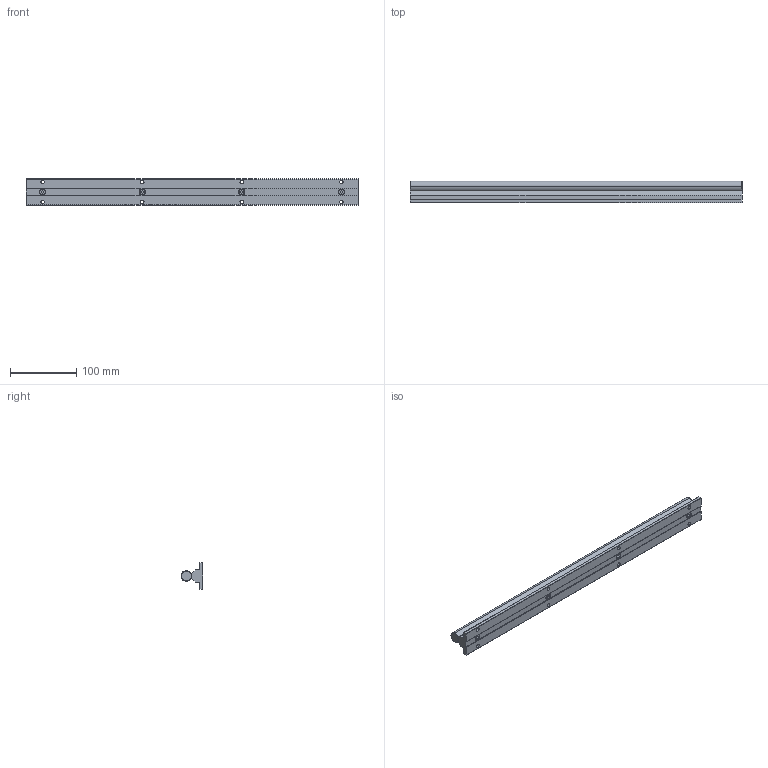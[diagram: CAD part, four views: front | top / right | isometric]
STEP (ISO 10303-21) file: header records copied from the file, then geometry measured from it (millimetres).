
FILE_DESCRIPTION (( 'STEP AP214' ), '1' );
FILE_NAME ('SBR16 500L N=25.STEP', '2018-01-02T14:48:40', ( '砐錪賧瘔蠈錪 Windows' ), ( '' ), 'SwSTEP 2.0', 'SolidWorks 2016', '' );
FILE_SCHEMA (( 'AUTOMOTIVE_DESIGN' ));
Length unit declared in the file: millimetre
Products named in the file (1): SBR16 500L N=25
Bounding box: 500 x 33 x 40 mm (x, y, z)
Volume: 295555.8 mm3; surface area: 85116.7 mm2
Topology: 6 solids, 6 shells, 258 faces, 674 edges, 420 vertices
Faces by surface type: cylinder 125, plane 97, cone 20, torus 16
Entity records: 9495 total; most frequent: CARTESIAN_POINT 1977, ORIENTED_EDGE 1332, DIRECTION 1286, EDGE_CURVE 666, AXIS2_PLACEMENT_3D 481, VERTEX_POINT 420, VECTOR 324, LINE 324
